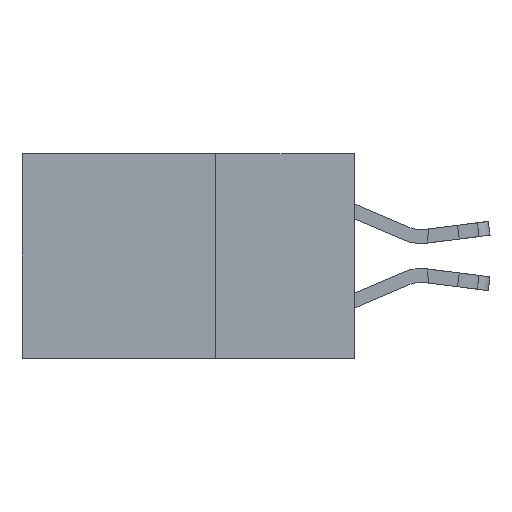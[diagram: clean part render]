
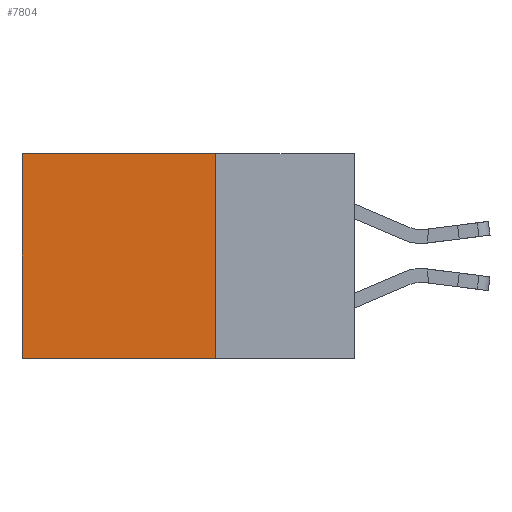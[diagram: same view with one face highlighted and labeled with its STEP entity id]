
A CAD part, left-side view. The second image highlights one B-rep face of the part: STEP entity #7804.
In plain terms, the highlighted planar face has unit normal (-1, 0, 0).
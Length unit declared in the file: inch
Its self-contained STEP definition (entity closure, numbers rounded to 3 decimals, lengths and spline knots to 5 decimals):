
#1909 = VECTOR ( 'NONE', #18699, 39.37008 ) ;
#2640 = EDGE_CURVE ( 'NONE', #22042, #16192, #12876, .T. ) ;
#2650 = DIRECTION ( 'NONE',  ( 0., 0., -1. ) ) ;
#3345 = CARTESIAN_POINT ( 'NONE',  ( 0.298, 0.25, 0. ) ) ;
#3749 = ORIENTED_EDGE ( 'NONE', *, *, #2640, .F. ) ;
#3973 = AXIS2_PLACEMENT_3D ( 'NONE', #20655, #18971, #21762 ) ;
#6416 = CARTESIAN_POINT ( 'NONE',  ( 0.298, 0.6, -0.37 ) ) ;
#6933 = CARTESIAN_POINT ( 'NONE',  ( 0.298, 0.25, -0.37 ) ) ;
#7371 = DIRECTION ( 'NONE',  ( 0., 1., 0. ) ) ;
#7754 = FACE_OUTER_BOUND ( 'NONE', #9256, .T. ) ;
#7804 = ADVANCED_FACE ( 'NONE', ( #7754 ), #15128, .F. ) ;
#8356 = VERTEX_POINT ( 'NONE', #20065 ) ;
#8698 = DIRECTION ( 'NONE',  ( 0., 0., -1. ) ) ;
#9154 = EDGE_CURVE ( 'NONE', #14957, #16192, #10271, .T. ) ;
#9256 = EDGE_LOOP ( 'NONE', ( #18219, #3749, #23335, #10767 ) ) ;
#9454 = LINE ( 'NONE', #9867, #18313 ) ;
#9867 = CARTESIAN_POINT ( 'NONE',  ( 0.298, 0.25, 0. ) ) ;
#10271 = LINE ( 'NONE', #23308, #22335 ) ;
#10767 = ORIENTED_EDGE ( 'NONE', *, *, #16632, .T. ) ;
#12280 = VECTOR ( 'NONE', #7371, 39.37008 ) ;
#12876 = LINE ( 'NONE', #18617, #1909 ) ;
#14957 = VERTEX_POINT ( 'NONE', #22349 ) ;
#15128 = PLANE ( 'NONE',  #3973 ) ;
#15821 = EDGE_CURVE ( 'NONE', #8356, #22042, #9454, .T. ) ;
#16192 = VERTEX_POINT ( 'NONE', #6416 ) ;
#16632 = EDGE_CURVE ( 'NONE', #8356, #14957, #22034, .T. ) ;
#18219 = ORIENTED_EDGE ( 'NONE', *, *, #9154, .T. ) ;
#18313 = VECTOR ( 'NONE', #2650, 39.37008 ) ;
#18617 = CARTESIAN_POINT ( 'NONE',  ( 0.298, 0.25, -0.37 ) ) ;
#18699 = DIRECTION ( 'NONE',  ( 0., 1., 0. ) ) ;
#18971 = DIRECTION ( 'NONE',  ( 1., 0., 0. ) ) ;
#20065 = CARTESIAN_POINT ( 'NONE',  ( 0.298, 0.25, 0. ) ) ;
#20655 = CARTESIAN_POINT ( 'NONE',  ( 0.298, 0.25, 0. ) ) ;
#21762 = DIRECTION ( 'NONE',  ( 0., 0., -1. ) ) ;
#22034 = LINE ( 'NONE', #3345, #12280 ) ;
#22042 = VERTEX_POINT ( 'NONE', #6933 ) ;
#22335 = VECTOR ( 'NONE', #8698, 39.37008 ) ;
#22349 = CARTESIAN_POINT ( 'NONE',  ( 0.298, 0.6, 0. ) ) ;
#23308 = CARTESIAN_POINT ( 'NONE',  ( 0.298, 0.6, 0. ) ) ;
#23335 = ORIENTED_EDGE ( 'NONE', *, *, #15821, .F. ) ;
